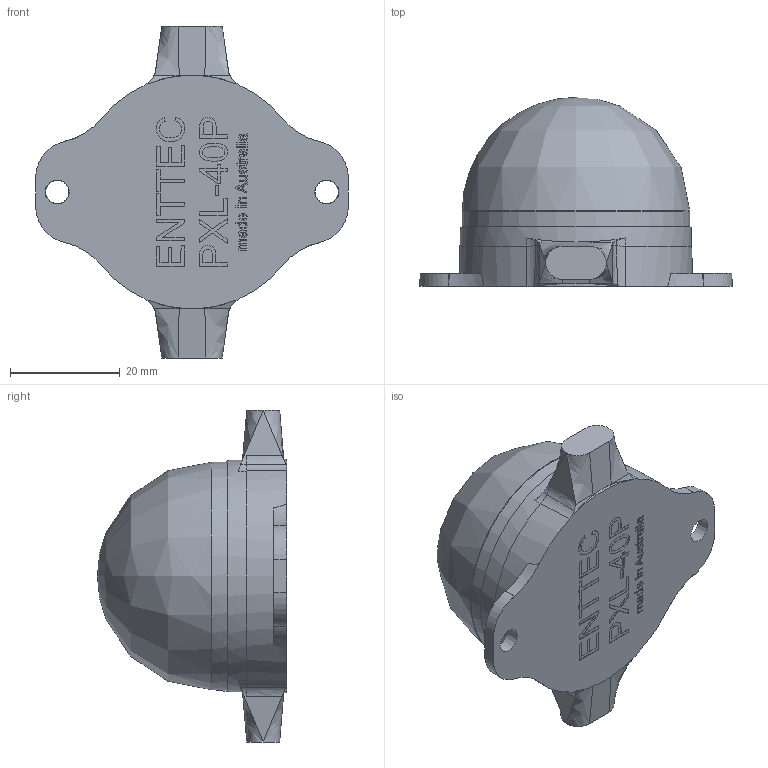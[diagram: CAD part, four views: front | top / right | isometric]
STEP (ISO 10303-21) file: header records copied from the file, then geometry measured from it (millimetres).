
FILE_DESCRIPTION(/* description */ (''),/* implementation_level */ '2;1');
FILE_NAME(/* name */ 'PXL40P (Public).step',/* time_stamp */ '2024-05-14T13:39:07+10:00',/* author */ (''),/* organization */ (''),/* preprocessor_version */ 'ST-DEVELOPER v20',/* originating_system */ 'Autodesk Translation Framework v12.20.1.177',/* authorisation */ '');
FILE_SCHEMA (('AUTOMOTIVE_DESIGN { 1 0 10303 214 3 1 1 }'));
Products named in the file (2): PXL40P; 20210610_ZS21241_根据DFM更改的产品_2021
0611_雷英_YDJ.pptx v1
Assembly tree (1 placements, depth 2):
  PXL40P
    20210610_ZS21241_根据DFM更改的产品_2021
0611_雷英_YDJ.pptx v1
Bounding box: 56.85 x 34.39 x 60.38 mm (x, y, z)
Volume: 20965.4 mm3; surface area: 12909.3 mm2
Topology: 2 solids, 8 shells, 2658 faces, 6994 edges, 4465 vertices
Faces by surface type: plane 1609, cylinder 490, bspline 452, torus 60, sphere 24, cone 23
Full cylindrical faces by diameter (mm): 0.6 x1, 1.6 x6, 39.5 x1
Entity records: 86418 total; most frequent: CARTESIAN_POINT 22915, ORIENTED_EDGE 13982, DIRECTION 11711, EDGE_CURVE 6991, LINE 4925, VECTOR 4925, VERTEX_POINT 4465, AXIS2_PLACEMENT_3D 3393
